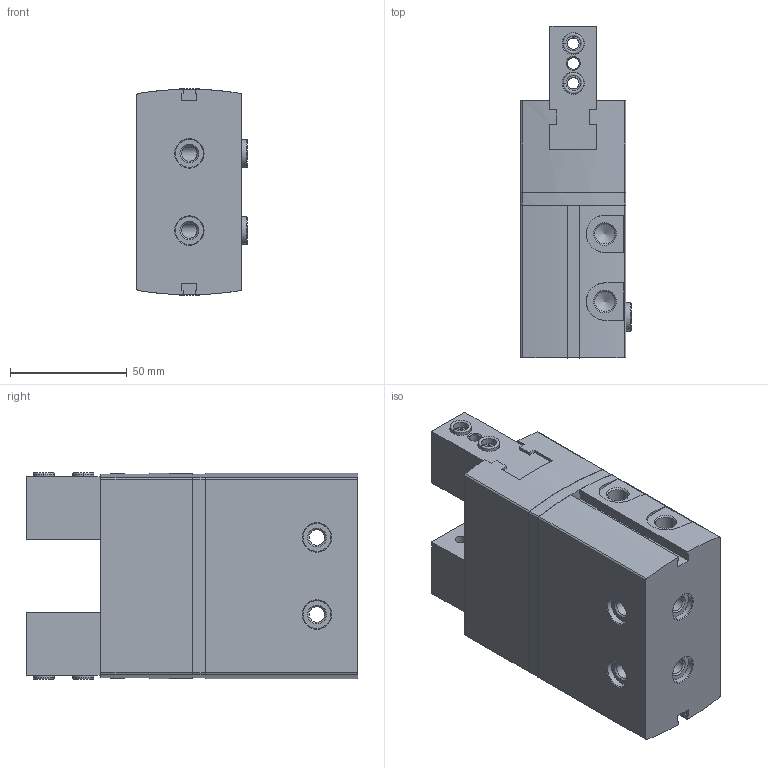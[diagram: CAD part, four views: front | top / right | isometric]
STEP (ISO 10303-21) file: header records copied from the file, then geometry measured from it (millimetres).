
FILE_DESCRIPTION(/* description */ ('STEP AP214'),/* implementation_level */ '2;1');
FILE_NAME(/* name */ '1254054_DHPS-35-A-NC',/* time_stamp */ '2024-08-19T20:50:12+02:00',/* author */ ('License CC BY-ND 4.0'),/* organization */ ('CADENAS'),/* preprocessor_version */ 'ST-DEVELOPER v19.3',/* originating_system */ 'PARTsolutions',/* authorisation */ ' ');
FILE_SCHEMA (('AUTOMOTIVE_DESIGN {1 0 10303 214 3 1 1}'));
Length unit declared in the file: millimetre
Products named in the file (5): 1254054 DHPS-35-A-NC---(0); 1254054 DHPS-35-A-NC---(Geh); 8137185 ZBH-12-B; 1254054 DHPS-35-A-NC---(Handle); 8137184 ZBH-9-B
Assembly tree (9 placements, depth 2):
  1254054 DHPS-35-A-NC---(0)
    1254054 DHPS-35-A-NC---(Geh)
    8137185 ZBH-12-B  x2
    1254054 DHPS-35-A-NC---(Handle)  x2
    8137184 ZBH-9-B  x4
Bounding box: 47.3 x 142 x 88.6 mm (x, y, z)
Volume: 448898.1 mm3; surface area: 65544.2 mm2
Topology: 9 solids, 9 shells, 227 faces, 558 edges, 362 vertices
Faces by surface type: plane 129, cylinder 62, cone 24, torus 12
Full cylindrical faces by diameter (mm): 4.917 x4, 5 x2, 6.647 x4, 8.566 x2, 9 x4, 12 x6
Entity records: 6004 total; most frequent: CARTESIAN_POINT 907, DIRECTION 873, ORIENTED_EDGE 778, EDGE_CURVE 389, AXIS2_PLACEMENT_3D 314, VERTEX_POINT 278, LINE 245, VECTOR 245
